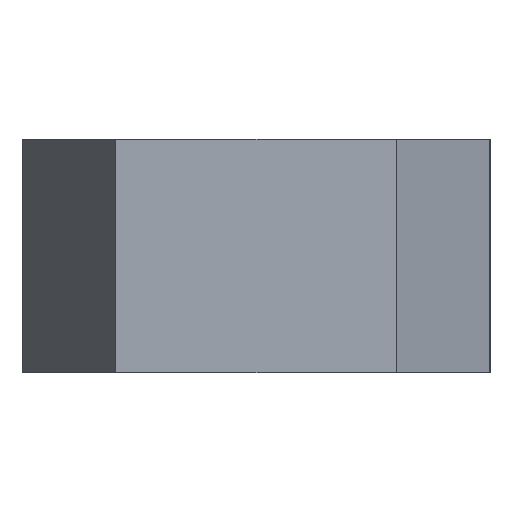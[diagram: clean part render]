
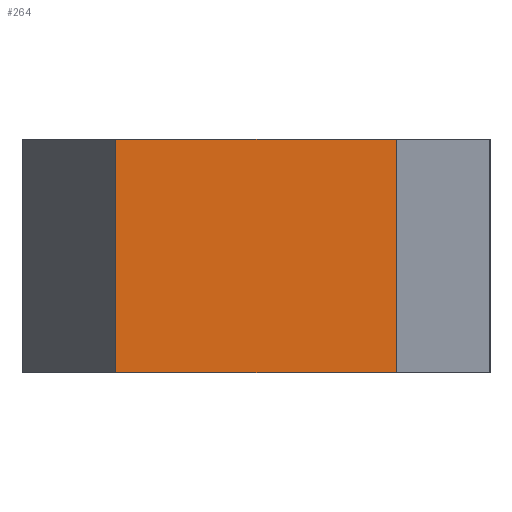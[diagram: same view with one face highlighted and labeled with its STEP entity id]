
A CAD part, left-side view. The second image highlights one B-rep face of the part: STEP entity #264.
In plain terms, the highlighted planar face has unit normal (-1, 0, 0).
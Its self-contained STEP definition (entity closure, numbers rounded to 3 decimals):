
#21 = DIRECTION ( 'NONE',  ( 0., 0., -1. ) ) ;
#92 = EDGE_CURVE ( 'NONE', #879, #817, #863, .T. ) ;
#97 = ORIENTED_EDGE ( 'NONE', *, *, #778, .F. ) ;
#102 = CARTESIAN_POINT ( 'NONE',  ( -100., -15., 25. ) ) ;
#119 = CARTESIAN_POINT ( 'NONE',  ( -100., 15., 25. ) ) ;
#132 = VERTEX_POINT ( 'NONE', #482 ) ;
#136 = CARTESIAN_POINT ( 'NONE',  ( -100., -15., 25. ) ) ;
#162 = ORIENTED_EDGE ( 'NONE', *, *, #827, .T. ) ;
#172 = EDGE_LOOP ( 'NONE', ( #162, #258, #97, #876 ) ) ;
#174 = DIRECTION ( 'NONE',  ( 0., 0., -1. ) ) ;
#258 = ORIENTED_EDGE ( 'NONE', *, *, #436, .F. ) ;
#264 = ADVANCED_FACE ( 'NONE', ( #451 ), #367, .F. ) ;
#306 = VECTOR ( 'NONE', #666, 1000. ) ;
#367 = PLANE ( 'NONE',  #378 ) ;
#378 = AXIS2_PLACEMENT_3D ( 'NONE', #826, #640, #21 ) ;
#399 = LINE ( 'NONE', #661, #591 ) ;
#436 = EDGE_CURVE ( 'NONE', #688, #132, #399, .T. ) ;
#451 = FACE_OUTER_BOUND ( 'NONE', #172, .T. ) ;
#482 = CARTESIAN_POINT ( 'NONE',  ( -100., -15., 0. ) ) ;
#523 = LINE ( 'NONE', #102, #658 ) ;
#549 = CARTESIAN_POINT ( 'NONE',  ( -100., -15., 0. ) ) ;
#591 = VECTOR ( 'NONE', #811, 1000. ) ;
#611 = CARTESIAN_POINT ( 'NONE',  ( -100., 15., 25. ) ) ;
#618 = CARTESIAN_POINT ( 'NONE',  ( -100., 15., 0. ) ) ;
#640 = DIRECTION ( 'NONE',  ( 1., 0., 0. ) ) ;
#658 = VECTOR ( 'NONE', #659, 1000. ) ;
#659 = DIRECTION ( 'NONE',  ( 0., -1., 0. ) ) ;
#661 = CARTESIAN_POINT ( 'NONE',  ( -100., -15., 25. ) ) ;
#666 = DIRECTION ( 'NONE',  ( 0., -1., 0. ) ) ;
#688 = VERTEX_POINT ( 'NONE', #136 ) ;
#778 = EDGE_CURVE ( 'NONE', #879, #688, #523, .T. ) ;
#811 = DIRECTION ( 'NONE',  ( 0., 0., -1. ) ) ;
#817 = VERTEX_POINT ( 'NONE', #618 ) ;
#826 = CARTESIAN_POINT ( 'NONE',  ( -100., -15., 25. ) ) ;
#827 = EDGE_CURVE ( 'NONE', #817, #132, #883, .T. ) ;
#863 = LINE ( 'NONE', #119, #864 ) ;
#864 = VECTOR ( 'NONE', #174, 1000. ) ;
#876 = ORIENTED_EDGE ( 'NONE', *, *, #92, .T. ) ;
#879 = VERTEX_POINT ( 'NONE', #611 ) ;
#883 = LINE ( 'NONE', #549, #306 ) ;
